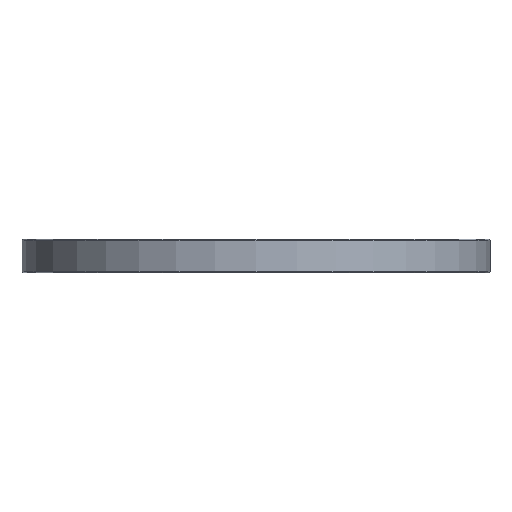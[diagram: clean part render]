
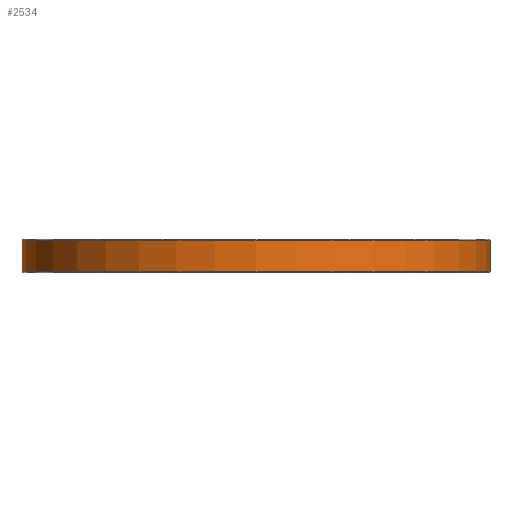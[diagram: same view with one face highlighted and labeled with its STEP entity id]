
A CAD part, front view. The second image highlights one B-rep face of the part: STEP entity #2534.
In plain terms, the highlighted cylindrical face has radius 239 mm (diameter 478 mm), a partial arc.
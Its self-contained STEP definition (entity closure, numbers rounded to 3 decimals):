
#35 = CARTESIAN_POINT ( 'NONE',  ( -239., 0., 1. ) ) ;
#50 = CIRCLE ( 'NONE', #678, 239. ) ;
#76 = ORIENTED_EDGE ( 'NONE', *, *, #2578, .T. ) ;
#80 = CARTESIAN_POINT ( 'NONE',  ( 0., 0., 33. ) ) ;
#203 = LINE ( 'NONE', #795, #644 ) ;
#245 = ORIENTED_EDGE ( 'NONE', *, *, #1465, .T. ) ;
#293 = DIRECTION ( 'NONE',  ( 0., 0., -1. ) ) ;
#327 = CYLINDRICAL_SURFACE ( 'NONE', #930, 239. ) ;
#592 = VECTOR ( 'NONE', #2552, 1000. ) ;
#615 = CARTESIAN_POINT ( 'NONE',  ( 239., 0., 1. ) ) ;
#644 = VECTOR ( 'NONE', #2559, 1000. ) ;
#678 = AXIS2_PLACEMENT_3D ( 'NONE', #1626, #1639, #1832 ) ;
#731 = EDGE_CURVE ( 'NONE', #931, #872, #203, .T. ) ;
#795 = CARTESIAN_POINT ( 'NONE',  ( 239., 0., 34. ) ) ;
#872 = VERTEX_POINT ( 'NONE', #615 ) ;
#930 = AXIS2_PLACEMENT_3D ( 'NONE', #1774, #1358, #1968 ) ;
#931 = VERTEX_POINT ( 'NONE', #966 ) ;
#966 = CARTESIAN_POINT ( 'NONE',  ( 239., 0., 33. ) ) ;
#987 = ORIENTED_EDGE ( 'NONE', *, *, #731, .F. ) ;
#1126 = EDGE_LOOP ( 'NONE', ( #987, #245, #76, #1329 ) ) ;
#1245 = CARTESIAN_POINT ( 'NONE',  ( -239., 0., 33. ) ) ;
#1329 = ORIENTED_EDGE ( 'NONE', *, *, #2342, .T. ) ;
#1358 = DIRECTION ( 'NONE',  ( 0., 0., -1. ) ) ;
#1397 = CIRCLE ( 'NONE', #2119, 239. ) ;
#1465 = EDGE_CURVE ( 'NONE', #931, #1631, #1397, .T. ) ;
#1559 = VERTEX_POINT ( 'NONE', #35 ) ;
#1570 = LINE ( 'NONE', #1763, #592 ) ;
#1626 = CARTESIAN_POINT ( 'NONE',  ( 0., 0., 1. ) ) ;
#1631 = VERTEX_POINT ( 'NONE', #1245 ) ;
#1639 = DIRECTION ( 'NONE',  ( 0., 0., 1. ) ) ;
#1666 = DIRECTION ( 'NONE',  ( 1., 0., 0. ) ) ;
#1763 = CARTESIAN_POINT ( 'NONE',  ( -239., 0., 34. ) ) ;
#1774 = CARTESIAN_POINT ( 'NONE',  ( 0., 0., 34. ) ) ;
#1832 = DIRECTION ( 'NONE',  ( 1., 0., 0. ) ) ;
#1954 = FACE_OUTER_BOUND ( 'NONE', #1126, .T. ) ;
#1968 = DIRECTION ( 'NONE',  ( -1., 0., 0. ) ) ;
#2119 = AXIS2_PLACEMENT_3D ( 'NONE', #80, #293, #1666 ) ;
#2342 = EDGE_CURVE ( 'NONE', #1559, #872, #50, .T. ) ;
#2534 = ADVANCED_FACE ( 'NONE', ( #1954 ), #327, .T. ) ;
#2552 = DIRECTION ( 'NONE',  ( 0., 0., -1. ) ) ;
#2559 = DIRECTION ( 'NONE',  ( 0., 0., -1. ) ) ;
#2578 = EDGE_CURVE ( 'NONE', #1631, #1559, #1570, .T. ) ;
